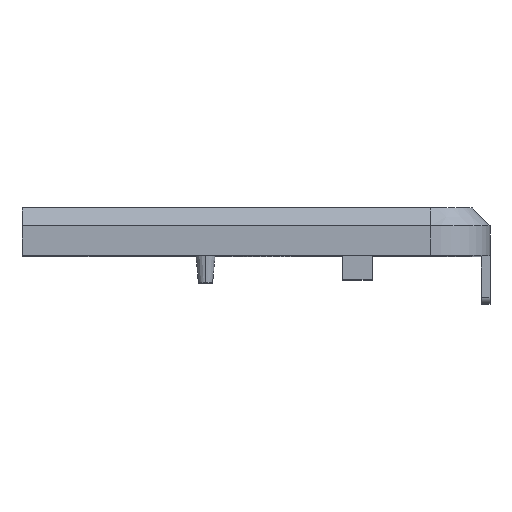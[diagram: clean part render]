
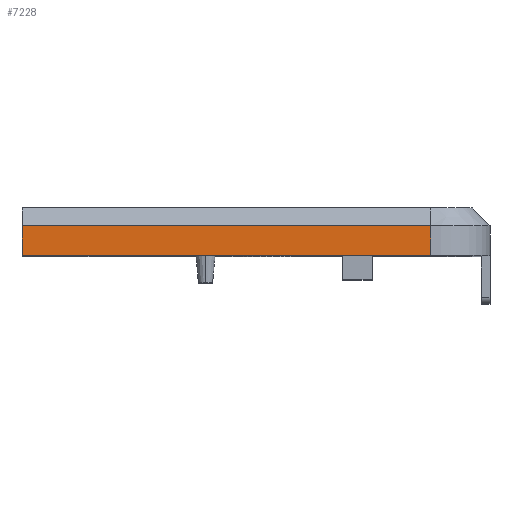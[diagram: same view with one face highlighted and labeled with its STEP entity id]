
A CAD part, top view. The second image highlights one B-rep face of the part: STEP entity #7228.
In plain terms, the highlighted planar face has unit normal (0, 0, 1).
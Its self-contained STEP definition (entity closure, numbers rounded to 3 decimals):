
#1952=DIRECTION('',(-1.,0.,0.));
#1953=VECTOR('',#1952,68.74);
#1954=CARTESIAN_POINT('',(139.815,2.75,138.847));
#1955=LINE('',#1954,#1953);
#1956=DIRECTION('',(0.,-1.,0.));
#1957=VECTOR('',#1956,5.);
#1958=CARTESIAN_POINT('',(139.815,2.75,138.847));
#1959=LINE('',#1958,#1957);
#1960=DIRECTION('',(1.,0.,0.));
#1961=VECTOR('',#1960,68.74);
#1962=CARTESIAN_POINT('',(71.075,-2.25,138.847));
#1963=LINE('',#1962,#1961);
#1964=DIRECTION('',(0.,1.,0.));
#1965=VECTOR('',#1964,5.);
#1966=CARTESIAN_POINT('',(71.075,-2.25,138.847));
#1967=LINE('',#1966,#1965);
#3984=CARTESIAN_POINT('',(139.815,-2.25,138.847));
#3986=VERTEX_POINT('',#3984);
#4400=CARTESIAN_POINT('',(139.815,2.75,138.847));
#4402=VERTEX_POINT('',#4400);
#4507=CARTESIAN_POINT('',(71.075,-2.25,138.847));
#4508=VERTEX_POINT('',#4507);
#4511=CARTESIAN_POINT('',(71.075,2.75,138.847));
#4513=VERTEX_POINT('',#4511);
#7217=CARTESIAN_POINT('',(-149.815,-17.25,138.847));
#7218=DIRECTION('',(0.,0.,1.));
#7219=DIRECTION('',(1.,0.,0.));
#7220=AXIS2_PLACEMENT_3D('',#7217,#7218,#7219);
#7221=PLANE('',#7220);
#7222=ORIENTED_EDGE('',*,*,#7212,.F.);
#7223=ORIENTED_EDGE('',*,*,#7186,.T.);
#7224=ORIENTED_EDGE('',*,*,#5219,.F.);
#7225=ORIENTED_EDGE('',*,*,#6234,.T.);
#7226=EDGE_LOOP('',(#7222,#7223,#7224,#7225));
#7227=FACE_OUTER_BOUND('',#7226,.F.);
#7228=ADVANCED_FACE('',(#7227),#7221,.T.);
#5219=EDGE_CURVE('',#4508,#3986,#1963,.T.);
#6234=EDGE_CURVE('',#4508,#4513,#1967,.T.);
#7186=EDGE_CURVE('',#4402,#3986,#1959,.T.);
#7212=EDGE_CURVE('',#4402,#4513,#1955,.T.);
